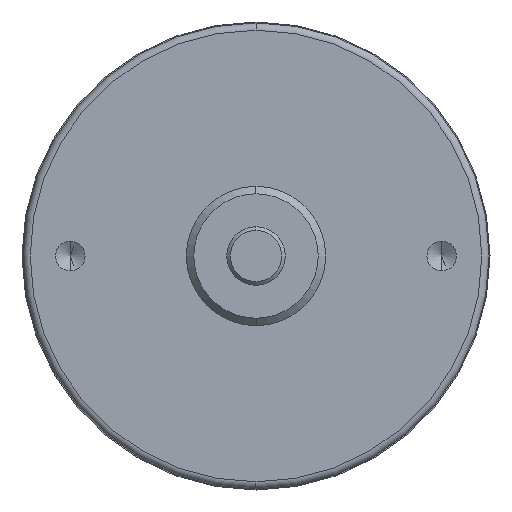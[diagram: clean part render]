
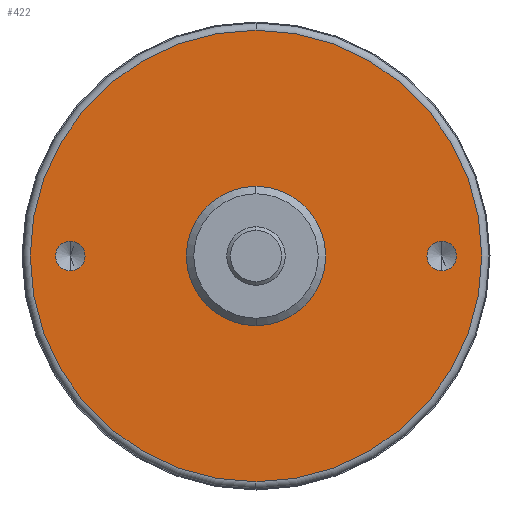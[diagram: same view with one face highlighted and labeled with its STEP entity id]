
A CAD part, left-side view. The second image highlights one B-rep face of the part: STEP entity #422.
In plain terms, the highlighted planar face has unit normal (-1, 0, 0).
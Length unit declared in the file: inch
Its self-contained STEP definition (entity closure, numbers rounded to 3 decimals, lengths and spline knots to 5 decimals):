
#10 = CIRCLE ( 'NONE', #1081, 0.0795 ) ;
#46 = EDGE_CURVE ( 'NONE', #137, #307, #1079, .T. ) ;
#55 = EDGE_CURVE ( 'NONE', #307, #137, #585, .T. ) ;
#62 = DIRECTION ( 'NONE',  ( -1., 0., 0. ) ) ;
#71 = ORIENTED_EDGE ( 'NONE', *, *, #46, .F. ) ;
#84 = ORIENTED_EDGE ( 'NONE', *, *, #55, .F. ) ;
#85 = AXIS2_PLACEMENT_3D ( 'NONE', #1025, #916, #706 ) ;
#93 = EDGE_LOOP ( 'NONE', ( #656, #506 ) ) ;
#94 = PLANE ( 'NONE',  #1032 ) ;
#114 = EDGE_LOOP ( 'NONE', ( #84, #71 ) ) ;
#137 = VERTEX_POINT ( 'NONE', #157 ) ;
#157 = CARTESIAN_POINT ( 'NONE',  ( 0., 1., -0.0795 ) ) ;
#160 = AXIS2_PLACEMENT_3D ( 'NONE', #309, #719, #764 ) ;
#161 = FACE_BOUND ( 'NONE', #588, .T. ) ;
#196 = CARTESIAN_POINT ( 'NONE',  ( 0., -1., 0.0795 ) ) ;
#245 = ORIENTED_EDGE ( 'NONE', *, *, #827, .T. ) ;
#282 = ORIENTED_EDGE ( 'NONE', *, *, #789, .F. ) ;
#290 = EDGE_LOOP ( 'NONE', ( #1113, #245 ) ) ;
#297 = AXIS2_PLACEMENT_3D ( 'NONE', #361, #62, #1092 ) ;
#299 = DIRECTION ( 'NONE',  ( -1., 0., 0. ) ) ;
#304 = CARTESIAN_POINT ( 'NONE',  ( 0., 0., 0. ) ) ;
#307 = VERTEX_POINT ( 'NONE', #1260 ) ;
#309 = CARTESIAN_POINT ( 'NONE',  ( 0., 1., 0. ) ) ;
#361 = CARTESIAN_POINT ( 'NONE',  ( 0., 0., 0. ) ) ;
#375 = VERTEX_POINT ( 'NONE', #1005 ) ;
#379 = AXIS2_PLACEMENT_3D ( 'NONE', #304, #299, #708 ) ;
#381 = CIRCLE ( 'NONE', #297, 0.375 ) ;
#383 = CARTESIAN_POINT ( 'NONE',  ( 0., -1., 0. ) ) ;
#390 = DIRECTION ( 'NONE',  ( -1., 0., 0. ) ) ;
#408 = CARTESIAN_POINT ( 'NONE',  ( 0., -1., -0.0795 ) ) ;
#409 = EDGE_CURVE ( 'NONE', #818, #574, #10, .T. ) ;
#412 = CARTESIAN_POINT ( 'NONE',  ( 0., 1., 0. ) ) ;
#422 = ADVANCED_FACE ( 'NONE', ( #823, #907, #161, #504 ), #94, .T. ) ;
#481 = EDGE_CURVE ( 'NONE', #1239, #375, #765, .T. ) ;
#491 = CARTESIAN_POINT ( 'NONE',  ( 0., 0., 0. ) ) ;
#504 = FACE_BOUND ( 'NONE', #93, .T. ) ;
#506 = ORIENTED_EDGE ( 'NONE', *, *, #1283, .F. ) ;
#574 = VERTEX_POINT ( 'NONE', #408 ) ;
#585 = CIRCLE ( 'NONE', #160, 0.0795 ) ;
#588 = EDGE_LOOP ( 'NONE', ( #1314, #282 ) ) ;
#611 = CARTESIAN_POINT ( 'NONE',  ( 0., 0., 0. ) ) ;
#656 = ORIENTED_EDGE ( 'NONE', *, *, #1126, .F. ) ;
#681 = CARTESIAN_POINT ( 'NONE',  ( 0., 0., -0.375 ) ) ;
#694 = DIRECTION ( 'NONE',  ( -1., 0., 0. ) ) ;
#706 = DIRECTION ( 'NONE',  ( 0., 0., 1. ) ) ;
#708 = DIRECTION ( 'NONE',  ( 0., 0., 1. ) ) ;
#719 = DIRECTION ( 'NONE',  ( -1., 0., 0. ) ) ;
#723 = DIRECTION ( 'NONE',  ( -1., 0., 0. ) ) ;
#757 = CIRCLE ( 'NONE', #85, 0.0795 ) ;
#764 = DIRECTION ( 'NONE',  ( 0., 0., 1. ) ) ;
#765 = CIRCLE ( 'NONE', #379, 1.21563 ) ;
#789 = EDGE_CURVE ( 'NONE', #574, #818, #757, .T. ) ;
#796 = CARTESIAN_POINT ( 'NONE',  ( 0., 0., 0. ) ) ;
#818 = VERTEX_POINT ( 'NONE', #196 ) ;
#823 = FACE_OUTER_BOUND ( 'NONE', #290, .T. ) ;
#827 = EDGE_CURVE ( 'NONE', #375, #1239, #898, .T. ) ;
#898 = CIRCLE ( 'NONE', #1001, 1.21563 ) ;
#903 = DIRECTION ( 'NONE',  ( -1., 0., 0. ) ) ;
#907 = FACE_BOUND ( 'NONE', #114, .T. ) ;
#916 = DIRECTION ( 'NONE',  ( -1., 0., 0. ) ) ;
#918 = CIRCLE ( 'NONE', #1148, 0.375 ) ;
#924 = DIRECTION ( 'NONE',  ( 0., 0., 1. ) ) ;
#942 = CARTESIAN_POINT ( 'NONE',  ( 0., 0., 0.375 ) ) ;
#963 = VERTEX_POINT ( 'NONE', #942 ) ;
#1001 = AXIS2_PLACEMENT_3D ( 'NONE', #611, #1341, #924 ) ;
#1005 = CARTESIAN_POINT ( 'NONE',  ( 0., 0., -1.21563 ) ) ;
#1025 = CARTESIAN_POINT ( 'NONE',  ( 0., -1., 0. ) ) ;
#1032 = AXIS2_PLACEMENT_3D ( 'NONE', #796, #903, #1334 ) ;
#1036 = DIRECTION ( 'NONE',  ( 0., 0., 1. ) ) ;
#1079 = CIRCLE ( 'NONE', #1187, 0.0795 ) ;
#1081 = AXIS2_PLACEMENT_3D ( 'NONE', #383, #694, #1229 ) ;
#1092 = DIRECTION ( 'NONE',  ( 0., 0., 1. ) ) ;
#1113 = ORIENTED_EDGE ( 'NONE', *, *, #481, .T. ) ;
#1126 = EDGE_CURVE ( 'NONE', #1278, #963, #918, .T. ) ;
#1148 = AXIS2_PLACEMENT_3D ( 'NONE', #491, #390, #1323 ) ;
#1187 = AXIS2_PLACEMENT_3D ( 'NONE', #412, #723, #1036 ) ;
#1193 = CARTESIAN_POINT ( 'NONE',  ( 0., 0., 1.21563 ) ) ;
#1229 = DIRECTION ( 'NONE',  ( 0., 0., 1. ) ) ;
#1239 = VERTEX_POINT ( 'NONE', #1193 ) ;
#1260 = CARTESIAN_POINT ( 'NONE',  ( 0., 1., 0.0795 ) ) ;
#1278 = VERTEX_POINT ( 'NONE', #681 ) ;
#1283 = EDGE_CURVE ( 'NONE', #963, #1278, #381, .T. ) ;
#1314 = ORIENTED_EDGE ( 'NONE', *, *, #409, .F. ) ;
#1323 = DIRECTION ( 'NONE',  ( 0., 0., 1. ) ) ;
#1334 = DIRECTION ( 'NONE',  ( 0., 0., 1. ) ) ;
#1341 = DIRECTION ( 'NONE',  ( -1., 0., 0. ) ) ;
